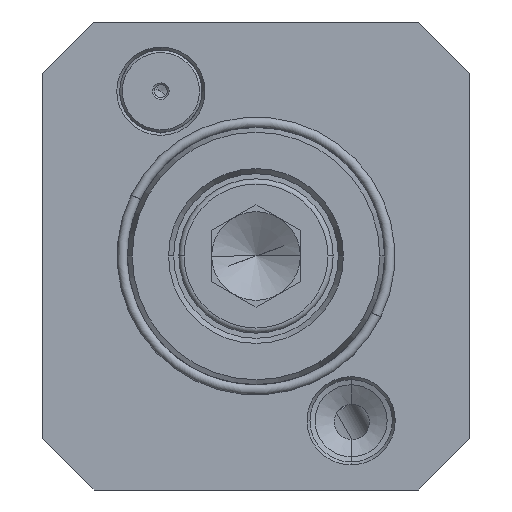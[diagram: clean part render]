
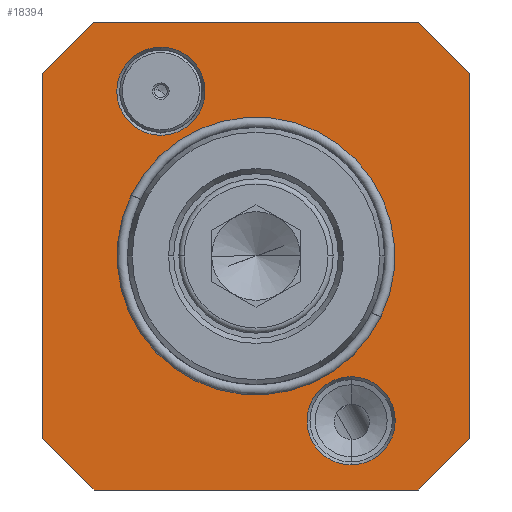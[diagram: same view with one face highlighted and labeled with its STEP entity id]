
A CAD part, front view. The second image highlights one B-rep face of the part: STEP entity #18394.
In plain terms, the highlighted planar face has unit normal (0, -1, 0).
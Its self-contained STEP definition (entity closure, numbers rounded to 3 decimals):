
#531 = VECTOR ( 'NONE', #15819, 1000. ) ;
#650 = EDGE_CURVE ( 'NONE', #3796, #28115, #10421, .T. ) ;
#711 = ORIENTED_EDGE ( 'NONE', *, *, #9624, .F. ) ;
#977 = ORIENTED_EDGE ( 'NONE', *, *, #27414, .F. ) ;
#1056 = CARTESIAN_POINT ( 'NONE',  ( 41.5, 0., 35.5 ) ) ;
#1061 = ORIENTED_EDGE ( 'NONE', *, *, #3714, .F. ) ;
#1829 = AXIS2_PLACEMENT_3D ( 'NONE', #3024, #5428, #20461 ) ;
#2208 = DIRECTION ( 'NONE',  ( 1., 0., 0. ) ) ;
#2479 = EDGE_CURVE ( 'NONE', #23321, #16183, #9069, .T. ) ;
#2579 = EDGE_CURVE ( 'NONE', #13884, #5135, #15128, .T. ) ;
#2927 = CARTESIAN_POINT ( 'NONE',  ( -36., 0., 45.5 ) ) ;
#3024 = CARTESIAN_POINT ( 'NONE',  ( 36., 0., 45.5 ) ) ;
#3329 = CARTESIAN_POINT ( 'NONE',  ( 41.5, 0., -35.5 ) ) ;
#3714 = EDGE_CURVE ( 'NONE', #15325, #28115, #22532, .T. ) ;
#3796 = VERTEX_POINT ( 'NONE', #1056 ) ;
#3955 = CARTESIAN_POINT ( 'NONE',  ( -18.5, 0., 23.466 ) ) ;
#4538 = AXIS2_PLACEMENT_3D ( 'NONE', #5373, #26906, #22995 ) ;
#4683 = VERTEX_POINT ( 'NONE', #7085 ) ;
#4858 = EDGE_LOOP ( 'NONE', ( #18156, #8392, #9575, #14335, #1061, #14653, #21139, #24450 ) ) ;
#5135 = VERTEX_POINT ( 'NONE', #18196 ) ;
#5157 = FACE_OUTER_BOUND ( 'NONE', #4858, .T. ) ;
#5207 = DIRECTION ( 'NONE',  ( 0.707, 0., -0.707 ) ) ;
#5373 = CARTESIAN_POINT ( 'NONE',  ( 0., 0., 0. ) ) ;
#5428 = DIRECTION ( 'NONE',  ( 0., 1., 0. ) ) ;
#5484 = CIRCLE ( 'NONE', #15053, 8.577 ) ;
#5923 = VECTOR ( 'NONE', #21030, 1000. ) ;
#5999 = CARTESIAN_POINT ( 'NONE',  ( -31.5, 0., 45.5 ) ) ;
#6117 = EDGE_CURVE ( 'NONE', #16183, #20544, #20771, .T. ) ;
#6127 = VECTOR ( 'NONE', #5207, 1000. ) ;
#6277 = VECTOR ( 'NONE', #22794, 1000. ) ;
#7085 = CARTESIAN_POINT ( 'NONE',  ( 18.5, 0., -23.466 ) ) ;
#7370 = VERTEX_POINT ( 'NONE', #7895 ) ;
#7507 = CARTESIAN_POINT ( 'NONE',  ( 18.5, 0., -32.043 ) ) ;
#7509 = LINE ( 'NONE', #22969, #6127 ) ;
#7556 = CARTESIAN_POINT ( 'NONE',  ( -41.5, 0., 45.5 ) ) ;
#7895 = CARTESIAN_POINT ( 'NONE',  ( -41.5, 0., 35.5 ) ) ;
#8292 = VECTOR ( 'NONE', #19214, 1000. ) ;
#8392 = ORIENTED_EDGE ( 'NONE', *, *, #6117, .T. ) ;
#8707 = CARTESIAN_POINT ( 'NONE',  ( 0., 0., 0. ) ) ;
#8883 = CARTESIAN_POINT ( 'NONE',  ( -18.5, 0., 40.62 ) ) ;
#9069 = LINE ( 'NONE', #23967, #25703 ) ;
#9575 = ORIENTED_EDGE ( 'NONE', *, *, #20747, .F. ) ;
#9624 = EDGE_CURVE ( 'NONE', #18779, #25661, #5484, .T. ) ;
#9783 = DIRECTION ( 'NONE',  ( 0., 0., -1. ) ) ;
#9867 = FACE_BOUND ( 'NONE', #21000, .T. ) ;
#9889 = CARTESIAN_POINT ( 'NONE',  ( -31.5, 0., -45.5 ) ) ;
#9923 = DIRECTION ( 'NONE',  ( 0., -1., 0. ) ) ;
#10058 = CARTESIAN_POINT ( 'NONE',  ( 31.5, 0., 45.5 ) ) ;
#10421 = LINE ( 'NONE', #16725, #5923 ) ;
#10479 = CARTESIAN_POINT ( 'NONE',  ( 41.5, 0., 45.5 ) ) ;
#10578 = CARTESIAN_POINT ( 'NONE',  ( -18.5, 0., 32.043 ) ) ;
#10667 = ORIENTED_EDGE ( 'NONE', *, *, #2579, .T. ) ;
#11429 = CIRCLE ( 'NONE', #27451, 8.577 ) ;
#11634 = DIRECTION ( 'NONE',  ( 1., 0., 0. ) ) ;
#11653 = CARTESIAN_POINT ( 'NONE',  ( 18.5, 0., -40.62 ) ) ;
#12326 = ORIENTED_EDGE ( 'NONE', *, *, #24793, .T. ) ;
#12604 = AXIS2_PLACEMENT_3D ( 'NONE', #23282, #14811, #23568 ) ;
#12798 = AXIS2_PLACEMENT_3D ( 'NONE', #7507, #9923, #9783 ) ;
#12832 = EDGE_CURVE ( 'NONE', #7370, #27561, #20708, .T. ) ;
#13365 = CARTESIAN_POINT ( 'NONE',  ( 18.5, 0., -32.043 ) ) ;
#13807 = LINE ( 'NONE', #14222, #531 ) ;
#13884 = VERTEX_POINT ( 'NONE', #26218 ) ;
#13889 = PLANE ( 'NONE',  #1829 ) ;
#14130 = EDGE_CURVE ( 'NONE', #27561, #23321, #7509, .T. ) ;
#14208 = ORIENTED_EDGE ( 'NONE', *, *, #24166, .F. ) ;
#14222 = CARTESIAN_POINT ( 'NONE',  ( -31.5, 0., 45.5 ) ) ;
#14335 = ORIENTED_EDGE ( 'NONE', *, *, #650, .T. ) ;
#14653 = ORIENTED_EDGE ( 'NONE', *, *, #20640, .T. ) ;
#14811 = DIRECTION ( 'NONE',  ( 0., -1., 0. ) ) ;
#14976 = DIRECTION ( 'NONE',  ( 0., 1., 0. ) ) ;
#15053 = AXIS2_PLACEMENT_3D ( 'NONE', #10578, #25508, #19436 ) ;
#15128 = CIRCLE ( 'NONE', #21086, 25.3 ) ;
#15325 = VERTEX_POINT ( 'NONE', #5999 ) ;
#15573 = CARTESIAN_POINT ( 'NONE',  ( 31.5, 0., -45.5 ) ) ;
#15819 = DIRECTION ( 'NONE',  ( -0.707, 0., -0.707 ) ) ;
#15867 = DIRECTION ( 'NONE',  ( 0., 0., -1. ) ) ;
#16183 = VERTEX_POINT ( 'NONE', #15573 ) ;
#16519 = LINE ( 'NONE', #10479, #8292 ) ;
#16725 = CARTESIAN_POINT ( 'NONE',  ( 31.5, 0., 45.5 ) ) ;
#17251 = CARTESIAN_POINT ( 'NONE',  ( -41.5, 0., -35.5 ) ) ;
#17671 = EDGE_LOOP ( 'NONE', ( #10667, #12326 ) ) ;
#17799 = DIRECTION ( 'NONE',  ( 0., 0., -1. ) ) ;
#18156 = ORIENTED_EDGE ( 'NONE', *, *, #2479, .T. ) ;
#18196 = CARTESIAN_POINT ( 'NONE',  ( -25.3, 0., 0. ) ) ;
#18394 = ADVANCED_FACE ( 'NONE', ( #9867, #23044, #27376, #5157 ), #13889, .F. ) ;
#18779 = VERTEX_POINT ( 'NONE', #3955 ) ;
#19214 = DIRECTION ( 'NONE',  ( 0., 0., -1. ) ) ;
#19436 = DIRECTION ( 'NONE',  ( 0., 0., -1. ) ) ;
#19591 = CIRCLE ( 'NONE', #4538, 25.3 ) ;
#19979 = VECTOR ( 'NONE', #15867, 1000. ) ;
#20461 = DIRECTION ( 'NONE',  ( -1., 0., 0. ) ) ;
#20514 = EDGE_LOOP ( 'NONE', ( #711, #977 ) ) ;
#20544 = VERTEX_POINT ( 'NONE', #20668 ) ;
#20640 = EDGE_CURVE ( 'NONE', #15325, #7370, #13807, .T. ) ;
#20668 = CARTESIAN_POINT ( 'NONE',  ( 41.5, 0., -35.5 ) ) ;
#20708 = LINE ( 'NONE', #7556, #19979 ) ;
#20747 = EDGE_CURVE ( 'NONE', #3796, #20544, #16519, .T. ) ;
#20771 = LINE ( 'NONE', #3329, #6277 ) ;
#21000 = EDGE_LOOP ( 'NONE', ( #22965, #14208 ) ) ;
#21030 = DIRECTION ( 'NONE',  ( -0.707, 0., 0.707 ) ) ;
#21086 = AXIS2_PLACEMENT_3D ( 'NONE', #8707, #14976, #26211 ) ;
#21139 = ORIENTED_EDGE ( 'NONE', *, *, #12832, .T. ) ;
#22532 = LINE ( 'NONE', #2927, #23948 ) ;
#22794 = DIRECTION ( 'NONE',  ( 0.707, 0., 0.707 ) ) ;
#22965 = ORIENTED_EDGE ( 'NONE', *, *, #25087, .F. ) ;
#22969 = CARTESIAN_POINT ( 'NONE',  ( -41.5, 0., -35.5 ) ) ;
#22995 = DIRECTION ( 'NONE',  ( -1., 0., 0. ) ) ;
#23044 = FACE_BOUND ( 'NONE', #20514, .T. ) ;
#23282 = CARTESIAN_POINT ( 'NONE',  ( -18.5, 0., 32.043 ) ) ;
#23321 = VERTEX_POINT ( 'NONE', #9889 ) ;
#23568 = DIRECTION ( 'NONE',  ( 0., 0., -1. ) ) ;
#23948 = VECTOR ( 'NONE', #11634, 1000. ) ;
#23967 = CARTESIAN_POINT ( 'NONE',  ( 36., 0., -45.5 ) ) ;
#24077 = CIRCLE ( 'NONE', #12604, 8.577 ) ;
#24166 = EDGE_CURVE ( 'NONE', #4683, #25048, #11429, .T. ) ;
#24415 = DIRECTION ( 'NONE',  ( 0., -1., 0. ) ) ;
#24450 = ORIENTED_EDGE ( 'NONE', *, *, #14130, .T. ) ;
#24744 = CIRCLE ( 'NONE', #12798, 8.577 ) ;
#24793 = EDGE_CURVE ( 'NONE', #5135, #13884, #19591, .T. ) ;
#25048 = VERTEX_POINT ( 'NONE', #11653 ) ;
#25087 = EDGE_CURVE ( 'NONE', #25048, #4683, #24744, .T. ) ;
#25508 = DIRECTION ( 'NONE',  ( 0., -1., 0. ) ) ;
#25661 = VERTEX_POINT ( 'NONE', #8883 ) ;
#25703 = VECTOR ( 'NONE', #2208, 1000. ) ;
#26211 = DIRECTION ( 'NONE',  ( -1., 0., 0. ) ) ;
#26218 = CARTESIAN_POINT ( 'NONE',  ( 25.3, 0., 0. ) ) ;
#26906 = DIRECTION ( 'NONE',  ( 0., 1., 0. ) ) ;
#27376 = FACE_BOUND ( 'NONE', #17671, .T. ) ;
#27414 = EDGE_CURVE ( 'NONE', #25661, #18779, #24077, .T. ) ;
#27451 = AXIS2_PLACEMENT_3D ( 'NONE', #13365, #24415, #17799 ) ;
#27561 = VERTEX_POINT ( 'NONE', #17251 ) ;
#28115 = VERTEX_POINT ( 'NONE', #10058 ) ;
